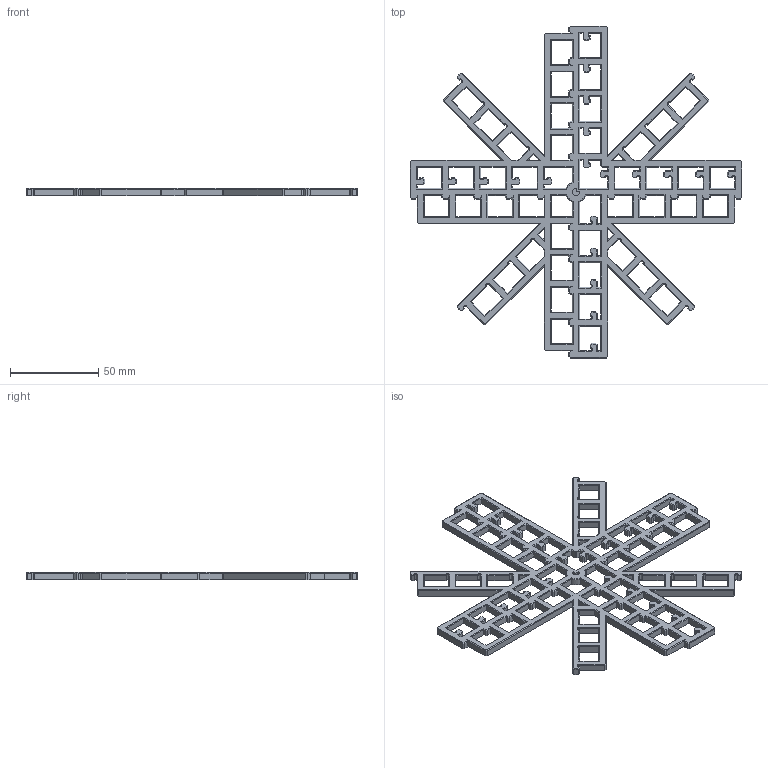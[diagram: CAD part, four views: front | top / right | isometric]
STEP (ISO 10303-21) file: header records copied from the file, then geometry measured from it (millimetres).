
FILE_DESCRIPTION(('Open CASCADE Model'),'2;1');
FILE_NAME('Open CASCADE Shape Model','2024-03-08T16:52:57',('Author'),( 'Open CASCADE'),'Open CASCADE STEP processor 7.7','Open CASCADE 7.7' ,'Unknown');
FILE_SCHEMA(('AUTOMOTIVE_DESIGN { 1 0 10303 214 1 1 1 1 }'));
Products named in the file (1): Open CASCADE STEP translator 7.7 11
Bounding box: 188 x 188 x 4 mm (x, y, z)
Volume: 34892.4 mm3; surface area: 32399 mm2
Topology: 1 solids, 1 shells, 1010 faces, 2519 edges, 1512 vertices
Faces by surface type: plane 931, cylinder 40, cone 39
Entity records: 63879 total; most frequent: CARTESIAN_POINT 13330, DIRECTION 9137, LINE 6751, VECTOR 6751, ORIENTED_EDGE 5038, PCURVE 5038, DEFINITIONAL_REPRESENTATION 5038, EDGE_CURVE 2519
